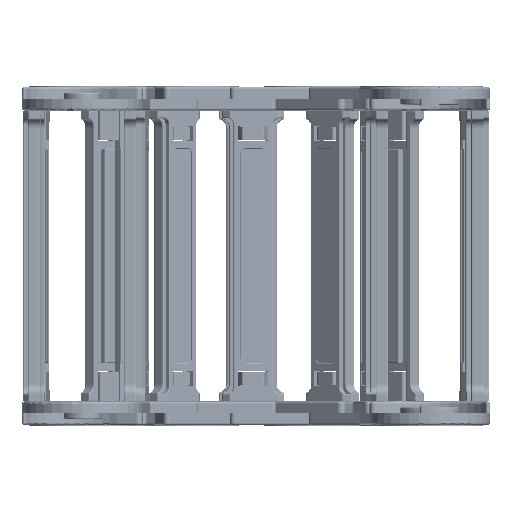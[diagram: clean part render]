
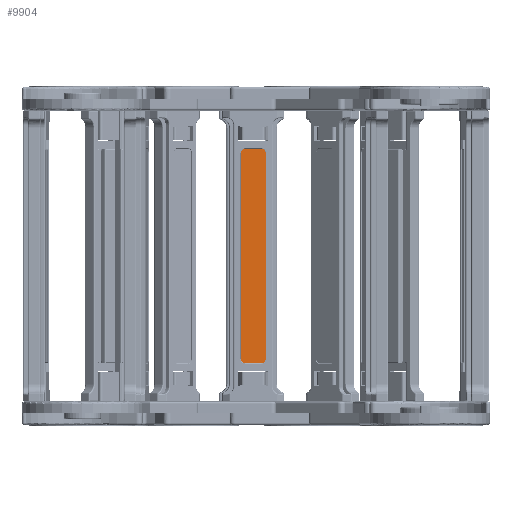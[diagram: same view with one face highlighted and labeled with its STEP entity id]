
A CAD part, left-side view. The second image highlights one B-rep face of the part: STEP entity #9904.
In plain terms, the highlighted face is planar.
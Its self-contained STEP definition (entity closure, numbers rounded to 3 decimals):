
#823 = DIRECTION ( 'NONE',  ( 0., 0., 1. ) ) ;
#1829 = EDGE_CURVE ( 'NONE', #12767, #37414, #46312, .T. ) ;
#2512 = CARTESIAN_POINT ( 'NONE',  ( -39.414, 70.705, 70.123 ) ) ;
#2624 = CIRCLE ( 'NONE', #17448, 1.938 ) ;
#4761 = VECTOR ( 'NONE', #5130, 1000. ) ;
#4987 = CARTESIAN_POINT ( 'NONE',  ( -28.602, 70.705, 75.023 ) ) ;
#5022 = DIRECTION ( 'NONE',  ( 0., 0., -1. ) ) ;
#5130 = DIRECTION ( 'NONE',  ( -1., 0., 0. ) ) ;
#5669 = CIRCLE ( 'NONE', #22404, 1.938 ) ;
#7002 = ORIENTED_EDGE ( 'NONE', *, *, #39584, .F. ) ;
#8065 = VERTEX_POINT ( 'NONE', #4987 ) ;
#8280 = CARTESIAN_POINT ( 'NONE',  ( -30.54, 70.705, -13.755 ) ) ;
#8969 = AXIS2_PLACEMENT_3D ( 'NONE', #30133, #41199, #12037 ) ;
#9135 = CARTESIAN_POINT ( 'NONE',  ( -30.54, 70.705, 76.961 ) ) ;
#9904 = ADVANCED_FACE ( 'NONE', ( #42543 ), #46443, .T. ) ;
#10374 = VECTOR ( 'NONE', #21068, 1000. ) ;
#11526 = EDGE_CURVE ( 'NONE', #21493, #12068, #2624, .T. ) ;
#11879 = DIRECTION ( 'NONE',  ( -1., 0., 0. ) ) ;
#12037 = DIRECTION ( 'NONE',  ( 0., 0., -1. ) ) ;
#12068 = VERTEX_POINT ( 'NONE', #26294 ) ;
#12767 = VERTEX_POINT ( 'NONE', #9135 ) ;
#12995 = EDGE_CURVE ( 'NONE', #37414, #33502, #14799, .T. ) ;
#13580 = CARTESIAN_POINT ( 'NONE',  ( -30.54, 70.705, 70.123 ) ) ;
#13962 = ORIENTED_EDGE ( 'NONE', *, *, #39547, .F. ) ;
#14799 = CIRCLE ( 'NONE', #44353, 1.938 ) ;
#15397 = ORIENTED_EDGE ( 'NONE', *, *, #1829, .T. ) ;
#17448 = AXIS2_PLACEMENT_3D ( 'NONE', #8280, #27121, #5022 ) ;
#19010 = VERTEX_POINT ( 'NONE', #35577 ) ;
#19030 = ORIENTED_EDGE ( 'NONE', *, *, #26982, .T. ) ;
#19340 = ORIENTED_EDGE ( 'NONE', *, *, #12995, .T. ) ;
#19362 = EDGE_CURVE ( 'NONE', #33502, #42607, #27645, .T. ) ;
#20291 = DIRECTION ( 'NONE',  ( 0., -1., 0. ) ) ;
#21068 = DIRECTION ( 'NONE',  ( 0., 0., -1. ) ) ;
#21118 = DIRECTION ( 'NONE',  ( 0., 0., 1. ) ) ;
#21493 = VERTEX_POINT ( 'NONE', #23846 ) ;
#22404 = AXIS2_PLACEMENT_3D ( 'NONE', #35948, #39475, #21118 ) ;
#22475 = VECTOR ( 'NONE', #823, 1000. ) ;
#23710 = DIRECTION ( 'NONE',  ( 0., 0., 1. ) ) ;
#23846 = CARTESIAN_POINT ( 'NONE',  ( -28.602, 70.705, -13.755 ) ) ;
#24902 = CARTESIAN_POINT ( 'NONE',  ( -37.476, 70.705, 76.961 ) ) ;
#26294 = CARTESIAN_POINT ( 'NONE',  ( -30.54, 70.705, -15.693 ) ) ;
#26982 = EDGE_CURVE ( 'NONE', #8065, #12767, #5669, .T. ) ;
#27121 = DIRECTION ( 'NONE',  ( 0., 1., 0. ) ) ;
#27645 = LINE ( 'NONE', #2512, #10374 ) ;
#30133 = CARTESIAN_POINT ( 'NONE',  ( -37.476, 70.705, -13.755 ) ) ;
#30995 = CARTESIAN_POINT ( 'NONE',  ( -28.602, 70.705, 70.123 ) ) ;
#32001 = DIRECTION ( 'NONE',  ( 0., 0., 1. ) ) ;
#32324 = DIRECTION ( 'NONE',  ( 0., -1., 0. ) ) ;
#33502 = VERTEX_POINT ( 'NONE', #38989 ) ;
#33532 = VECTOR ( 'NONE', #11879, 1000. ) ;
#35165 = LINE ( 'NONE', #30995, #22475 ) ;
#35300 = CARTESIAN_POINT ( 'NONE',  ( -37.476, 70.705, 75.023 ) ) ;
#35577 = CARTESIAN_POINT ( 'NONE',  ( -37.476, 70.705, -15.693 ) ) ;
#35948 = CARTESIAN_POINT ( 'NONE',  ( -30.54, 70.705, 75.023 ) ) ;
#36410 = ORIENTED_EDGE ( 'NONE', *, *, #40873, .T. ) ;
#37414 = VERTEX_POINT ( 'NONE', #24902 ) ;
#38324 = CARTESIAN_POINT ( 'NONE',  ( -30.54, 70.705, 76.961 ) ) ;
#38989 = CARTESIAN_POINT ( 'NONE',  ( -39.414, 70.705, 75.023 ) ) ;
#39475 = DIRECTION ( 'NONE',  ( 0., -1., 0. ) ) ;
#39547 = EDGE_CURVE ( 'NONE', #19010, #42607, #44457, .T. ) ;
#39584 = EDGE_CURVE ( 'NONE', #12068, #19010, #43298, .T. ) ;
#40135 = ORIENTED_EDGE ( 'NONE', *, *, #19362, .T. ) ;
#40873 = EDGE_CURVE ( 'NONE', #21493, #8065, #35165, .T. ) ;
#41199 = DIRECTION ( 'NONE',  ( 0., 1., 0. ) ) ;
#41520 = CARTESIAN_POINT ( 'NONE',  ( -30.54, 70.705, -15.693 ) ) ;
#41675 = ORIENTED_EDGE ( 'NONE', *, *, #11526, .F. ) ;
#42543 = FACE_OUTER_BOUND ( 'NONE', #44799, .T. ) ;
#42607 = VERTEX_POINT ( 'NONE', #43802 ) ;
#43072 = AXIS2_PLACEMENT_3D ( 'NONE', #13580, #32324, #32001 ) ;
#43298 = LINE ( 'NONE', #41520, #33532 ) ;
#43802 = CARTESIAN_POINT ( 'NONE',  ( -39.414, 70.705, -13.755 ) ) ;
#44353 = AXIS2_PLACEMENT_3D ( 'NONE', #35300, #20291, #23710 ) ;
#44457 = CIRCLE ( 'NONE', #8969, 1.938 ) ;
#44799 = EDGE_LOOP ( 'NONE', ( #40135, #13962, #7002, #41675, #36410, #19030, #15397, #19340 ) ) ;
#46312 = LINE ( 'NONE', #38324, #4761 ) ;
#46443 = PLANE ( 'NONE',  #43072 ) ;
